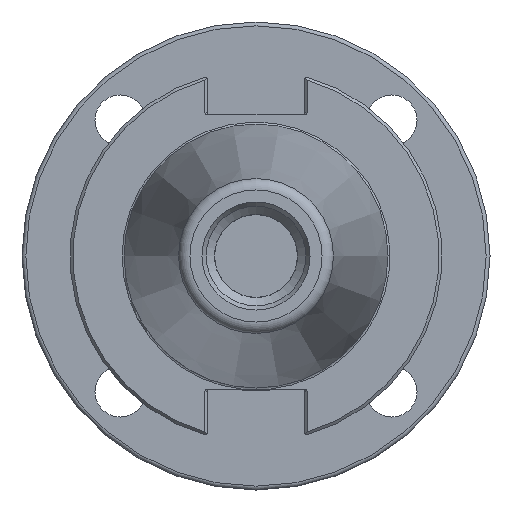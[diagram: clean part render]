
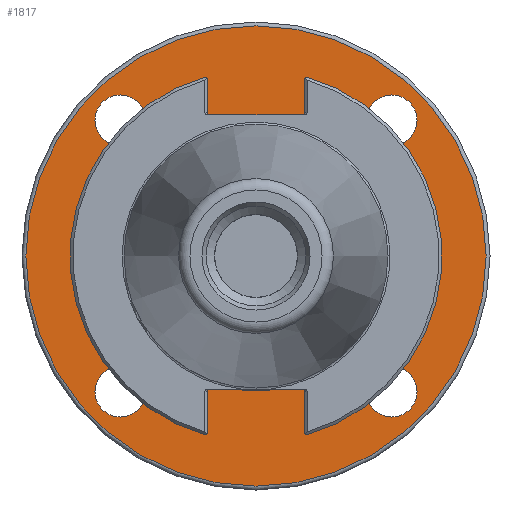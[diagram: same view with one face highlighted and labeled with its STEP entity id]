
A CAD part, left-side view. The second image highlights one B-rep face of the part: STEP entity #1817.
In plain terms, the highlighted planar face has unit normal (-1, 0, 0).
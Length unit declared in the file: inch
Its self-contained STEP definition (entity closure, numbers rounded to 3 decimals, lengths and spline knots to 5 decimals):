
#152=CARTESIAN_POINT('',(1.5,1.414,1.6775));
#153=VERTEX_POINT('',#152);
#154=CARTESIAN_POINT('',(1.5,1.414,1.414));
#155=DIRECTION('',(1.0,0.0,0.0));
#156=DIRECTION('',(0.0,0.0,-1.0));
#157=AXIS2_PLACEMENT_3D('',#154,#155,#156);
#158=CIRCLE('',#157,0.2635);
#159=EDGE_CURVE('',#153,#153,#158,.T.);
#200=CARTESIAN_POINT('',(1.5,1.414,-1.1505));
#201=VERTEX_POINT('',#200);
#202=CARTESIAN_POINT('',(1.5,1.414,-1.414));
#203=DIRECTION('',(1.0,0.0,0.0));
#204=DIRECTION('',(0.0,0.0,-1.0));
#205=AXIS2_PLACEMENT_3D('',#202,#203,#204);
#206=CIRCLE('',#205,0.2635);
#207=EDGE_CURVE('',#201,#201,#206,.T.);
#248=CARTESIAN_POINT('',(1.5,-1.414,-1.1505));
#249=VERTEX_POINT('',#248);
#250=CARTESIAN_POINT('',(1.5,-1.414,-1.414));
#251=DIRECTION('',(1.0,0.0,0.0));
#252=DIRECTION('',(0.0,0.0,-1.0));
#253=AXIS2_PLACEMENT_3D('',#250,#251,#252);
#254=CIRCLE('',#253,0.2635);
#255=EDGE_CURVE('',#249,#249,#254,.T.);
#296=CARTESIAN_POINT('',(1.5,-1.414,1.6775));
#297=VERTEX_POINT('',#296);
#298=CARTESIAN_POINT('',(1.5,-1.414,1.414));
#299=DIRECTION('',(1.0,0.0,0.0));
#300=DIRECTION('',(0.0,0.0,-1.0));
#301=AXIS2_PLACEMENT_3D('',#298,#299,#300);
#302=CIRCLE('',#301,0.2635);
#303=EDGE_CURVE('',#297,#297,#302,.T.);
#1405=CARTESIAN_POINT('',(1.5,1.39211,0.18986));
#1406=VERTEX_POINT('',#1405);
#1431=CARTESIAN_POINT('',(1.5,-1.39211,0.18986));
#1432=VERTEX_POINT('',#1431);
#1446=CARTESIAN_POINT('',(1.5,0.,0.0));
#1447=DIRECTION('',(-1.0,0.0,0.0));
#1448=DIRECTION('',(0.0,0.0,1.0));
#1449=AXIS2_PLACEMENT_3D('',#1446,#1447,#1448);
#1450=CIRCLE('',#1449,1.405);
#1451=EDGE_CURVE('',#1432,#1406,#1450,.T.);
#1510=CARTESIAN_POINT('',(1.5,-1.39211,-0.18986));
#1511=VERTEX_POINT('',#1510);
#1526=CARTESIAN_POINT('',(1.5,1.39211,-0.18986));
#1527=VERTEX_POINT('',#1526);
#1541=CARTESIAN_POINT('',(1.5,0.,0.0));
#1542=DIRECTION('',(-1.0,0.0,0.0));
#1543=DIRECTION('',(0.0,0.0,-1.0));
#1544=AXIS2_PLACEMENT_3D('',#1541,#1542,#1543);
#1545=CIRCLE('',#1544,1.405);
#1546=EDGE_CURVE('',#1527,#1511,#1545,.T.);
#1764=CARTESIAN_POINT('',(1.5,2.3975,0.0));
#1765=VERTEX_POINT('',#1764);
#1766=CARTESIAN_POINT('',(1.5,0.,0.0));
#1767=DIRECTION('',(1.0,0.0,0.0));
#1768=DIRECTION('',(0.0,-1.0,0.0));
#1769=AXIS2_PLACEMENT_3D('',#1766,#1767,#1768);
#1770=CIRCLE('',#1769,2.3975);
#1771=EDGE_CURVE('',#1765,#1765,#1770,.T.);
#1779=CARTESIAN_POINT('',(1.5,1.21875,0.0));
#1780=DIRECTION('',(-1.0,0.0,0.0));
#1781=DIRECTION('',(0.0,0.0,1.0));
#1782=AXIS2_PLACEMENT_3D('',#1779,#1780,#1781);
#1783=PLANE('',#1782);
#1784=ORIENTED_EDGE('',*,*,#1771,.F.);
#1785=EDGE_LOOP('',(#1784));
#1786=FACE_OUTER_BOUND('',#1785,.T.);
#1787=ORIENTED_EDGE('',*,*,#159,.T.);
#1788=EDGE_LOOP('',(#1787));
#1789=FACE_BOUND('',#1788,.T.);
#1790=ORIENTED_EDGE('',*,*,#207,.T.);
#1791=EDGE_LOOP('',(#1790));
#1792=FACE_BOUND('',#1791,.T.);
#1793=ORIENTED_EDGE('',*,*,#255,.T.);
#1794=EDGE_LOOP('',(#1793));
#1795=FACE_BOUND('',#1794,.T.);
#1796=ORIENTED_EDGE('',*,*,#303,.T.);
#1797=EDGE_LOOP('',(#1796));
#1798=FACE_BOUND('',#1797,.T.);
#1799=ORIENTED_EDGE('',*,*,#1451,.F.);
#1800=CARTESIAN_POINT('',(1.5,-1.6,0.0));
#1801=DIRECTION('',(1.0,0.0,0.0));
#1802=DIRECTION('',(0.0,0.0,-1.0));
#1803=AXIS2_PLACEMENT_3D('',#1800,#1801,#1802);
#1804=CIRCLE('',#1803,0.28154);
#1805=EDGE_CURVE('',#1432,#1511,#1804,.T.);
#1806=ORIENTED_EDGE('',*,*,#1805,.T.);
#1807=ORIENTED_EDGE('',*,*,#1546,.F.);
#1808=CARTESIAN_POINT('',(1.5,1.6,0.0));
#1809=DIRECTION('',(1.0,0.0,0.0));
#1810=DIRECTION('',(0.0,0.0,-1.0));
#1811=AXIS2_PLACEMENT_3D('',#1808,#1809,#1810);
#1812=CIRCLE('',#1811,0.28154);
#1813=EDGE_CURVE('',#1527,#1406,#1812,.T.);
#1814=ORIENTED_EDGE('',*,*,#1813,.T.);
#1815=EDGE_LOOP('',(#1799,#1806,#1807,#1814));
#1816=FACE_BOUND('',#1815,.T.);
#1817=ADVANCED_FACE('',(#1786,#1789,#1792,#1795,#1798,#1816),#1783,.T.);
